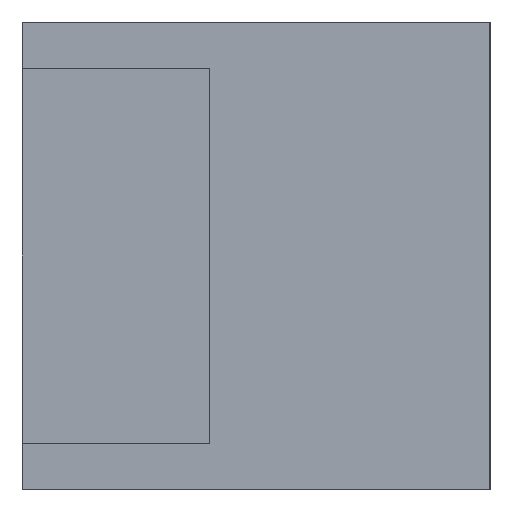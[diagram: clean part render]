
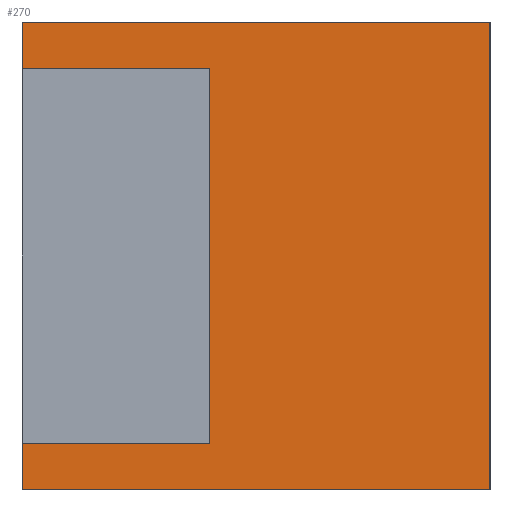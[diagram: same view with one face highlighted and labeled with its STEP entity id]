
A CAD part, left-side view. The second image highlights one B-rep face of the part: STEP entity #270.
In plain terms, the highlighted planar face has unit normal (-1, 0, 0).
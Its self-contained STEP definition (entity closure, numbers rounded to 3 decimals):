
#24=FACE_OUTER_BOUND('',#38,.T.);
#38=EDGE_LOOP('',(#211,#212,#213,#214,#215,#216,#217,#218));
#44=LINE('',#375,#80);
#52=LINE('',#390,#88);
#53=LINE('',#392,#89);
#68=LINE('',#424,#104);
#69=LINE('',#427,#105);
#70=LINE('',#429,#106);
#71=LINE('',#430,#107);
#72=LINE('',#431,#108);
#80=VECTOR('',#308,10.);
#88=VECTOR('',#320,10.);
#89=VECTOR('',#323,10.);
#104=VECTOR('',#348,10.);
#105=VECTOR('',#351,10.);
#106=VECTOR('',#352,10.);
#107=VECTOR('',#353,10.);
#108=VECTOR('',#354,10.);
#115=VERTEX_POINT('',#371);
#117=VERTEX_POINT('',#374);
#121=VERTEX_POINT('',#386);
#122=VERTEX_POINT('',#388);
#131=VERTEX_POINT('',#417);
#134=VERTEX_POINT('',#422);
#135=VERTEX_POINT('',#426);
#136=VERTEX_POINT('',#428);
#140=EDGE_CURVE('',#117,#115,#44,.T.);
#148=EDGE_CURVE('',#121,#122,#52,.T.);
#149=EDGE_CURVE('',#122,#117,#53,.T.);
#164=EDGE_CURVE('',#131,#134,#68,.T.);
#165=EDGE_CURVE('',#135,#115,#69,.T.);
#166=EDGE_CURVE('',#136,#135,#70,.T.);
#167=EDGE_CURVE('',#131,#136,#71,.T.);
#168=EDGE_CURVE('',#121,#134,#72,.T.);
#211=ORIENTED_EDGE('',*,*,#140,.T.);
#212=ORIENTED_EDGE('',*,*,#165,.F.);
#213=ORIENTED_EDGE('',*,*,#166,.F.);
#214=ORIENTED_EDGE('',*,*,#167,.F.);
#215=ORIENTED_EDGE('',*,*,#164,.T.);
#216=ORIENTED_EDGE('',*,*,#168,.F.);
#217=ORIENTED_EDGE('',*,*,#148,.T.);
#218=ORIENTED_EDGE('',*,*,#149,.T.);
#256=PLANE('',#298);
#270=ADVANCED_FACE('',(#24),#256,.T.);
#298=AXIS2_PLACEMENT_3D('',#425,#349,#350);
#308=DIRECTION('',(0.,1.,0.));
#320=DIRECTION('',(0.,-1.,0.));
#323=DIRECTION('',(0.,0.,-1.));
#348=DIRECTION('',(0.,1.,0.));
#349=DIRECTION('center_axis',(-1.,0.,0.));
#350=DIRECTION('ref_axis',(0.,0.,1.));
#351=DIRECTION('',(0.,0.,1.));
#352=DIRECTION('',(0.,1.,0.));
#353=DIRECTION('',(0.,0.,-1.));
#354=DIRECTION('',(0.,0.,1.));
#371=CARTESIAN_POINT('',(0.,5.,-3.5));
#374=CARTESIAN_POINT('',(0.,3.,-3.5));
#375=CARTESIAN_POINT('',(0.,2.5,-3.5));
#386=CARTESIAN_POINT('',(0.,5.,-1.5));
#388=CARTESIAN_POINT('',(0.,3.,-1.5));
#390=CARTESIAN_POINT('',(0.,2.5,-1.5));
#392=CARTESIAN_POINT('',(0.,3.,-3.75));
#417=CARTESIAN_POINT('',(0.,0.,0.));
#422=CARTESIAN_POINT('',(0.,5.,0.));
#424=CARTESIAN_POINT('',(0.,0.,0.));
#425=CARTESIAN_POINT('Origin',(0.,0.,-5.));
#426=CARTESIAN_POINT('',(0.,5.,-5.));
#427=CARTESIAN_POINT('',(0.,5.,0.));
#428=CARTESIAN_POINT('',(0.,0.,-5.));
#429=CARTESIAN_POINT('',(0.,0.,-5.));
#430=CARTESIAN_POINT('',(0.,0.,0.));
#431=CARTESIAN_POINT('',(0.,5.,0.));
